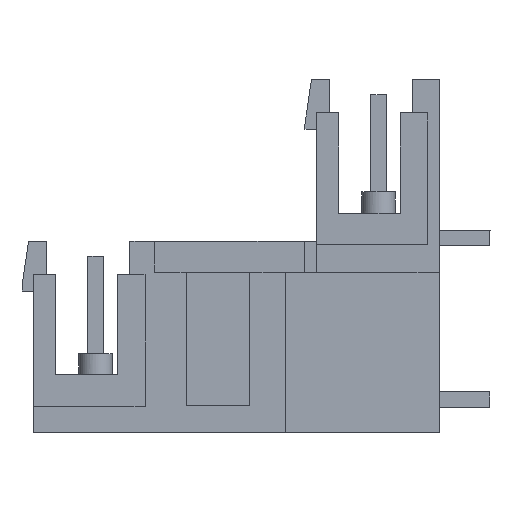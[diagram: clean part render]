
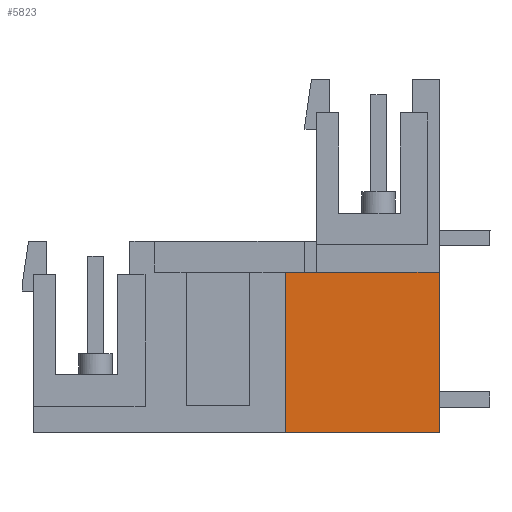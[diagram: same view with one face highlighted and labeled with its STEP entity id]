
A CAD part, left-side view. The second image highlights one B-rep face of the part: STEP entity #5823.
In plain terms, the highlighted planar face has unit normal (-1, 0, 0).
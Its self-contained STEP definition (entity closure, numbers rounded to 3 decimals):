
#5803=AXIS2_PLACEMENT_3D('Plane Axis2P3D',#5800,#5801,#5802) ;
#2434=CARTESIAN_POINT('Vertex',(2.52,3.2,10.06)) ;
#2437=CARTESIAN_POINT('Line Origine',(2.52,3.2,5.03)) ;
#2441=CARTESIAN_POINT('Vertex',(2.52,3.2,0.)) ;
#5778=CARTESIAN_POINT('Line Origine',(2.52,8.025,0.)) ;
#5782=CARTESIAN_POINT('Vertex',(2.52,12.85,0.)) ;
#5800=CARTESIAN_POINT('Axis2P3D Location',(2.52,3.2,10.06)) ;
#5805=CARTESIAN_POINT('Line Origine',(2.52,8.025,10.06)) ;
#5809=CARTESIAN_POINT('Vertex',(2.52,12.85,10.06)) ;
#5812=CARTESIAN_POINT('Line Origine',(2.52,12.85,5.03)) ;
#2438=DIRECTION('Vector Direction',(0.,0.,-1.)) ;
#5779=DIRECTION('Vector Direction',(0.,1.,0.)) ;
#5801=DIRECTION('Axis2P3D Direction',(-1.,0.,0.)) ;
#5802=DIRECTION('Axis2P3D XDirection',(0.,1.,0.)) ;
#5806=DIRECTION('Vector Direction',(0.,1.,0.)) ;
#5813=DIRECTION('Vector Direction',(0.,0.,-1.)) ;
#2439=VECTOR('Line Direction',#2438,1.) ;
#5780=VECTOR('Line Direction',#5779,1.) ;
#5807=VECTOR('Line Direction',#5806,1.) ;
#5814=VECTOR('Line Direction',#5813,1.) ;
#5818=ORIENTED_EDGE('',*,*,#2443,.F.) ;
#5819=ORIENTED_EDGE('',*,*,#5811,.T.) ;
#5820=ORIENTED_EDGE('',*,*,#5816,.T.) ;
#5821=ORIENTED_EDGE('',*,*,#5784,.F.) ;
#5823=ADVANCED_FACE('HOUSING',(#5822),#5804,.T.) ;
#2443=EDGE_CURVE('',#2435,#2442,#2440,.T.) ;
#5784=EDGE_CURVE('',#2442,#5783,#5781,.T.) ;
#5811=EDGE_CURVE('',#2435,#5810,#5808,.T.) ;
#5816=EDGE_CURVE('',#5810,#5783,#5815,.T.) ;
#5817=EDGE_LOOP('',(#5818,#5819,#5820,#5821)) ;
#5822=FACE_OUTER_BOUND('',#5817,.T.) ;
#2440=LINE('Line',#2437,#2439) ;
#5781=LINE('Line',#5778,#5780) ;
#5808=LINE('Line',#5805,#5807) ;
#5815=LINE('Line',#5812,#5814) ;
#5804=PLANE('',#5803) ;
#2435=VERTEX_POINT('',#2434) ;
#2442=VERTEX_POINT('',#2441) ;
#5783=VERTEX_POINT('',#5782) ;
#5810=VERTEX_POINT('',#5809) ;
